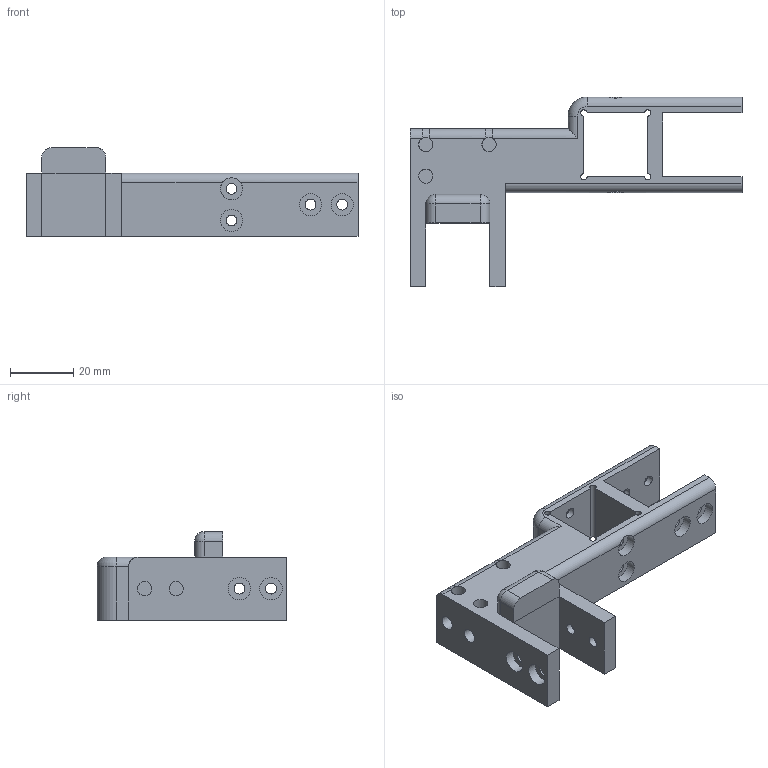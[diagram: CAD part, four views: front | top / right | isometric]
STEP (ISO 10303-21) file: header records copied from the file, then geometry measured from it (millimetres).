
FILE_DESCRIPTION(('FreeCAD Model'),'2;1');
FILE_NAME('Open CASCADE Shape Model','2025-03-21T22:00:15',(''),(''), 'Open CASCADE STEP processor 7.8','FreeCAD','Unknown');
FILE_SCHEMA(('AUTOMOTIVE_DESIGN { 1 0 10303 214 1 1 1 1 }'));
Length unit declared in the file: millimetre
Products named in the file (1): back_top_left
Bounding box: 105 x 60 x 28 mm (x, y, z)
Volume: 43549.3 mm3; surface area: 16072.3 mm2
Topology: 1 solids, 1 shells, 94 faces, 223 edges, 142 vertices
Faces by surface type: cylinder 45, plane 44, sphere 2, bspline 2, torus 1
Full cylindrical faces by diameter (mm): 3.4 x12, 4.5 x5, 7 x10, 7.1 x2
Entity records: 2921 total; most frequent: CARTESIAN_POINT 622, DIRECTION 491, ORIENTED_EDGE 442, EDGE_CURVE 221, AXIS2_PLACEMENT_3D 185, VERTEX_POINT 142, FACE_BOUND 133, EDGE_LOOP 133
